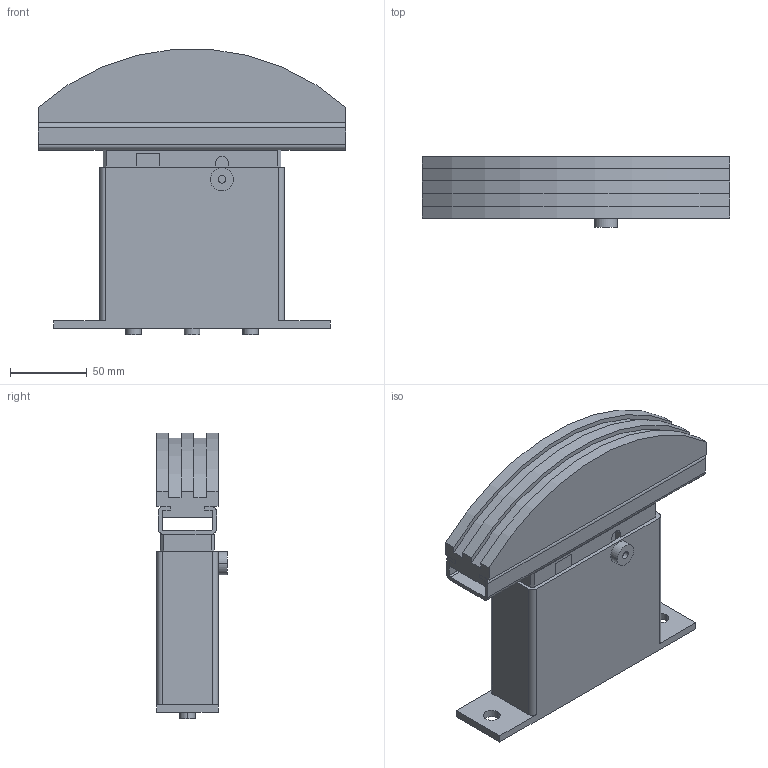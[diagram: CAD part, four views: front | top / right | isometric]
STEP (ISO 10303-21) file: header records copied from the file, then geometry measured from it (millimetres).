
FILE_DESCRIPTION(('STEP AP214'),'1');
FILE_NAME('cctmp_49AB7272-931E-4A76-8C3B-F8A418B60BC1_2023_6_22_9_35_13_93..stp','2023-06-22T07:35:13',('Murtfeldt Kunststoffe GmbH & Co.KG'),('CADClick - www.CADClick.com'),'Spatial InterOp 3D',' ','unknown authorization');
FILE_SCHEMA(('AUTOMOTIVE_DESIGN'));
Length unit declared in the file: millimetre
Products named in the file (1): 281020224
Bounding box: 200 x 46 x 185.51 mm (x, y, z)
Volume: 870859.8 mm3; surface area: 122090.6 mm2
Topology: 1 solids, 1 shells, 116 faces, 338 edges, 220 vertices
Faces by surface type: plane 79, cylinder 37
Entity records: 4800 total; most frequent: ORIENTED_EDGE 676, CARTESIAN_POINT 675, DIRECTION 654, EDGE_CURVE 338, LINE 256, VECTOR 256, VERTEX_POINT 220, AXIS2_PLACEMENT_3D 199
